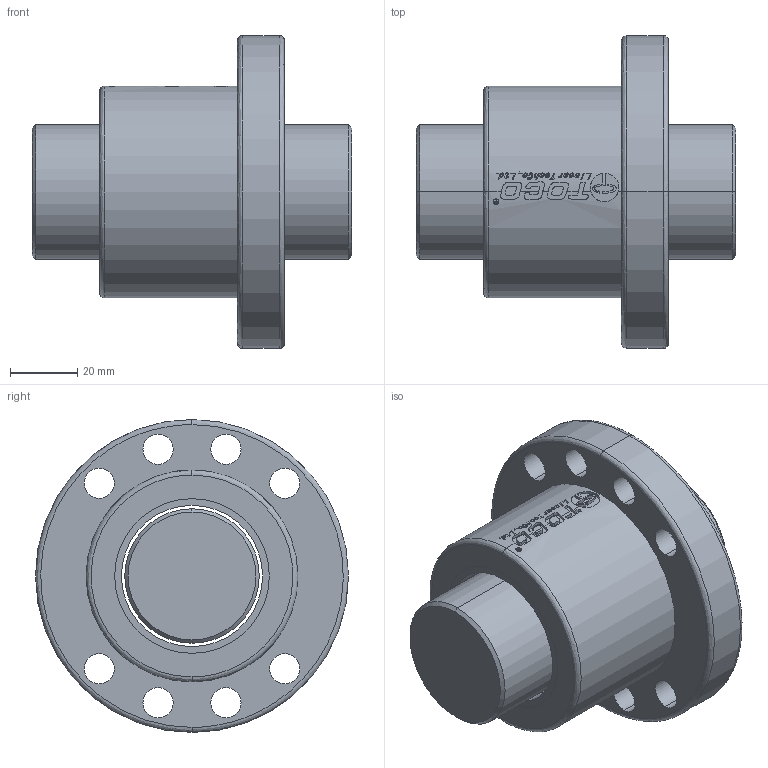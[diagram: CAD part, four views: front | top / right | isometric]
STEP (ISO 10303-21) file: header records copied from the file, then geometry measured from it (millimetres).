
FILE_DESCRIPTION (( 'STEP AP203' ), '1' );
FILE_NAME ('SFU04005.STEP', '2019-04-04T07:22:51', ( '' ), ( '' ), 'SwSTEP 2.0', 'SolidWorks 2015', '' );
FILE_SCHEMA (( 'CONFIG_CONTROL_DESIGN' ));
Length unit declared in the file: millimetre
Products named in the file (1): SFU04005
Bounding box: 95 x 93 x 93 mm (x, y, z)
Volume: 258287.4 mm3; surface area: 51027.3 mm2
Topology: 4 solids, 4 shells, 688 faces, 1931 edges, 1284 vertices
Faces by surface type: plane 606, cylinder 51, bspline 27, cone 4
Entity records: 24020 total; most frequent: CARTESIAN_POINT 7676, ORIENTED_EDGE 3862, DIRECTION 2820, EDGE_CURVE 1931, LINE 1286, VECTOR 1286, VERTEX_POINT 1284, AXIS2_PLACEMENT_3D 767
